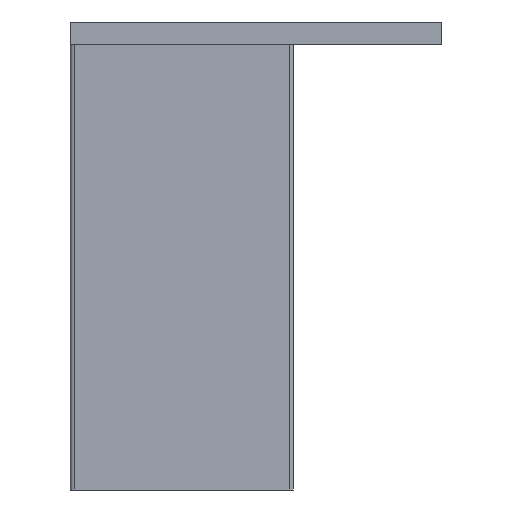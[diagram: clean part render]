
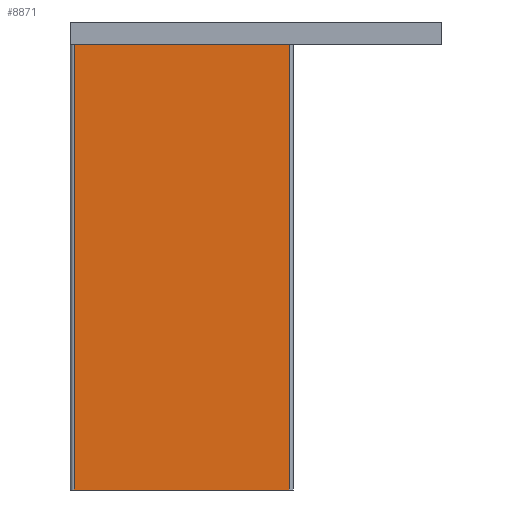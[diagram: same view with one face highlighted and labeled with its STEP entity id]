
A CAD part, left-side view. The second image highlights one B-rep face of the part: STEP entity #8871.
In plain terms, the highlighted planar face has unit normal (-1, 0, 0).
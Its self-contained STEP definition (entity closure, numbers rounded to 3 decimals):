
#428 = VERTEX_POINT ( 'NONE', #7732 ) ;
#3021 = LINE ( 'NONE', #3159, #3028 ) ;
#3027 = LINE ( 'NONE', #3165, #3030 ) ;
#3028 = VECTOR ( 'NONE', #3149, 1000. ) ;
#3029 = LINE ( 'NONE', #3169, #3032 ) ;
#3030 = VECTOR ( 'NONE', #3167, 1000. ) ;
#3032 = VECTOR ( 'NONE', #3172, 1000. ) ;
#3033 = LINE ( 'NONE', #3170, #3035 ) ;
#3035 = VECTOR ( 'NONE', #3157, 1000. ) ;
#3149 = DIRECTION ( 'NONE',  ( 0., 0., 1. ) ) ;
#3157 = DIRECTION ( 'NONE',  ( 0., -1., 0. ) ) ;
#3159 = CARTESIAN_POINT ( 'NONE',  ( -10., 60., -14.5 ) ) ;
#3165 = CARTESIAN_POINT ( 'NONE',  ( -10., 60., 14.5 ) ) ;
#3167 = DIRECTION ( 'NONE',  ( 0., -1., 0. ) ) ;
#3169 = CARTESIAN_POINT ( 'NONE',  ( -10., 0., -14.5 ) ) ;
#3170 = CARTESIAN_POINT ( 'NONE',  ( -10., 60., -14.5 ) ) ;
#3172 = DIRECTION ( 'NONE',  ( 0., 0., 1. ) ) ;
#3714 = CARTESIAN_POINT ( 'NONE',  ( -10., 60., -14.5 ) ) ;
#3719 = PLANE ( 'NONE',  #5908 ) ;
#3722 = DIRECTION ( 'NONE',  ( 1., 0., 0. ) ) ;
#3723 = DIRECTION ( 'NONE',  ( 0., 0., -1. ) ) ;
#4243 = VERTEX_POINT ( 'NONE', #4547 ) ;
#4245 = VERTEX_POINT ( 'NONE', #4545 ) ;
#4252 = VERTEX_POINT ( 'NONE', #4536 ) ;
#4536 = CARTESIAN_POINT ( 'NONE',  ( -10., 60., -14.5 ) ) ;
#4545 = CARTESIAN_POINT ( 'NONE',  ( -10., 0., 14.5 ) ) ;
#4547 = CARTESIAN_POINT ( 'NONE',  ( -10., 0., -14.5 ) ) ;
#4851 = ORIENTED_EDGE ( 'NONE', *, *, #8162, .F. ) ;
#4879 = ORIENTED_EDGE ( 'NONE', *, *, #8164, .T. ) ;
#4880 = ORIENTED_EDGE ( 'NONE', *, *, #8163, .F. ) ;
#4889 = ORIENTED_EDGE ( 'NONE', *, *, #8166, .T. ) ;
#5873 = EDGE_LOOP ( 'NONE', ( #4879, #4880, #4851, #4889 ) ) ;
#5908 = AXIS2_PLACEMENT_3D ( 'NONE', #3714, #3722, #3723 ) ;
#7732 = CARTESIAN_POINT ( 'NONE',  ( -10., 60., 14.5 ) ) ;
#7853 = FACE_OUTER_BOUND ( 'NONE', #5873, .T. ) ;
#8162 = EDGE_CURVE ( 'NONE', #4252, #428, #3021, .T. ) ;
#8163 = EDGE_CURVE ( 'NONE', #428, #4245, #3027, .T. ) ;
#8164 = EDGE_CURVE ( 'NONE', #4243, #4245, #3029, .T. ) ;
#8166 = EDGE_CURVE ( 'NONE', #4252, #4243, #3033, .T. ) ;
#8871 = ADVANCED_FACE ( 'NONE', ( #7853 ), #3719, .F. ) ;
